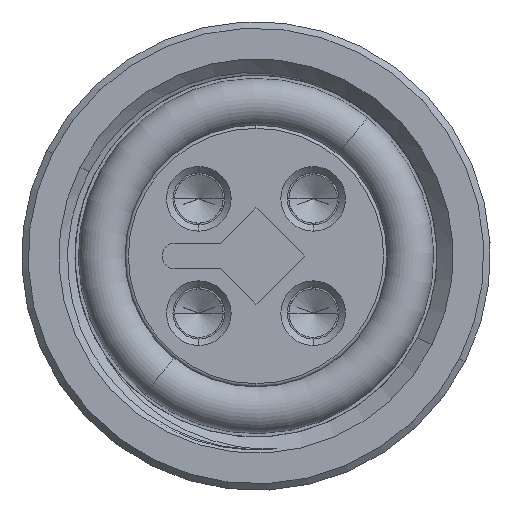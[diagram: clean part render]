
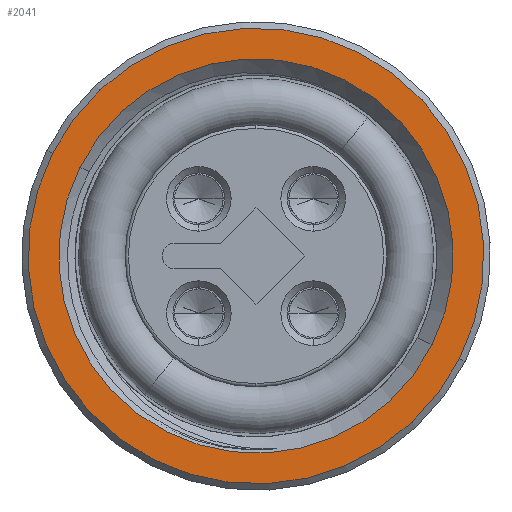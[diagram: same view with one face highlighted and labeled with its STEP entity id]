
A CAD part, left-side view. The second image highlights one B-rep face of the part: STEP entity #2041.
In plain terms, the highlighted face is planar.
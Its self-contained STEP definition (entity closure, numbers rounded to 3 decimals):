
#627 = DIRECTION ( 'NONE',  ( 0., 0., 1. ) ) ;
#742 = CARTESIAN_POINT ( 'NONE',  ( 11., 0., 0. ) ) ;
#915 = CARTESIAN_POINT ( 'NONE',  ( 11., 7.25, 0. ) ) ;
#976 = EDGE_CURVE ( 'NONE', #5454, #4529, #4391, .T. ) ;
#979 = EDGE_LOOP ( 'NONE', ( #1868, #3029 ) ) ;
#1215 = DIRECTION ( 'NONE',  ( 1., 0., 0. ) ) ;
#1236 = CARTESIAN_POINT ( 'NONE',  ( 11., 0., 0. ) ) ;
#1261 = VERTEX_POINT ( 'NONE', #5620 ) ;
#1521 = CARTESIAN_POINT ( 'NONE',  ( 11., 0., -7.05 ) ) ;
#1618 = CARTESIAN_POINT ( 'NONE',  ( 11., 0., 0. ) ) ;
#1797 = EDGE_CURVE ( 'NONE', #4529, #5454, #4399, .T. ) ;
#1868 = ORIENTED_EDGE ( 'NONE', *, *, #2611, .T. ) ;
#1877 = AXIS2_PLACEMENT_3D ( 'NONE', #1618, #4703, #627 ) ;
#2041 = ADVANCED_FACE ( 'NONE', ( #2693, #3226 ), #3631, .F. ) ;
#2104 = DIRECTION ( 'NONE',  ( 0., 0., 1. ) ) ;
#2423 = AXIS2_PLACEMENT_3D ( 'NONE', #3542, #3924, #5319 ) ;
#2611 = EDGE_CURVE ( 'NONE', #1261, #4633, #5412, .T. ) ;
#2693 = FACE_OUTER_BOUND ( 'NONE', #979, .T. ) ;
#2874 = ORIENTED_EDGE ( 'NONE', *, *, #976, .T. ) ;
#3029 = ORIENTED_EDGE ( 'NONE', *, *, #4447, .T. ) ;
#3077 = CIRCLE ( 'NONE', #4000, 7.05 ) ;
#3226 = FACE_BOUND ( 'NONE', #4413, .T. ) ;
#3249 = DIRECTION ( 'NONE',  ( 0., 0., 1. ) ) ;
#3542 = CARTESIAN_POINT ( 'NONE',  ( 11., 0., 0. ) ) ;
#3631 = PLANE ( 'NONE',  #5410 ) ;
#3790 = CARTESIAN_POINT ( 'NONE',  ( 11., 0., 6.1 ) ) ;
#3924 = DIRECTION ( 'NONE',  ( -1., 0., 0. ) ) ;
#4000 = AXIS2_PLACEMENT_3D ( 'NONE', #1236, #5614, #2104 ) ;
#4218 = AXIS2_PLACEMENT_3D ( 'NONE', #742, #1215, #5183 ) ;
#4391 = CIRCLE ( 'NONE', #2423, 6.1 ) ;
#4399 = CIRCLE ( 'NONE', #1877, 6.1 ) ;
#4413 = EDGE_LOOP ( 'NONE', ( #5251, #2874 ) ) ;
#4447 = EDGE_CURVE ( 'NONE', #4633, #1261, #3077, .T. ) ;
#4529 = VERTEX_POINT ( 'NONE', #4865 ) ;
#4633 = VERTEX_POINT ( 'NONE', #1521 ) ;
#4703 = DIRECTION ( 'NONE',  ( -1., 0., 0. ) ) ;
#4865 = CARTESIAN_POINT ( 'NONE',  ( 11., 0., -6.1 ) ) ;
#5183 = DIRECTION ( 'NONE',  ( 0., 0., 1. ) ) ;
#5251 = ORIENTED_EDGE ( 'NONE', *, *, #1797, .T. ) ;
#5319 = DIRECTION ( 'NONE',  ( 0., 0., 1. ) ) ;
#5374 = DIRECTION ( 'NONE',  ( -1., 0., 0. ) ) ;
#5410 = AXIS2_PLACEMENT_3D ( 'NONE', #915, #5374, #3249 ) ;
#5412 = CIRCLE ( 'NONE', #4218, 7.05 ) ;
#5454 = VERTEX_POINT ( 'NONE', #3790 ) ;
#5614 = DIRECTION ( 'NONE',  ( 1., 0., 0. ) ) ;
#5620 = CARTESIAN_POINT ( 'NONE',  ( 11., 0., 7.05 ) ) ;
